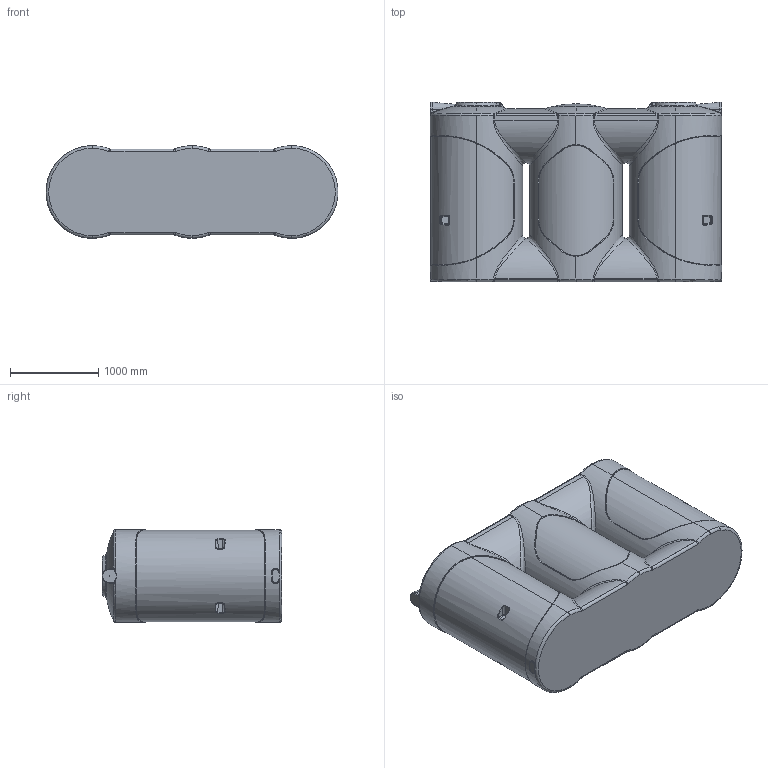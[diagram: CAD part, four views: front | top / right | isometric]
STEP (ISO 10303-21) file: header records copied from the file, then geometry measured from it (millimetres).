
FILE_DESCRIPTION (( 'STEP AP203' ), '1' );
FILE_NAME ('10250-02-01_5000lt Slimline_REV B.STEP', '2021-09-13T02:12:01', ( '' ), ( '' ), 'SwSTEP 2.0', 'SolidWorks 2018', '' );
FILE_SCHEMA (( 'CONFIG_CONTROL_DESIGN' ));
Products named in the file (1): 10250-02-01_5000lt Slimline_REV B
Bounding box: 3310 x 2035 x 1050 mm (x, y, z)
Volume: 5399991622.5 mm3; surface area: 23771792.3 mm2
Topology: 1 solids, 1 shells, 579 faces, 1411 edges, 814 vertices
Faces by surface type: bspline 284, cylinder 156, torus 64, plane 53, cone 16, sphere 6
Entity records: 43031 total; most frequent: CARTESIAN_POINT 31493, ORIENTED_EDGE 2774, DIRECTION 1978, EDGE_CURVE 1387, AXIS2_PLACEMENT_3D 865, VERTEX_POINT 814, EDGE_LOOP 591, ADVANCED_FACE 579
